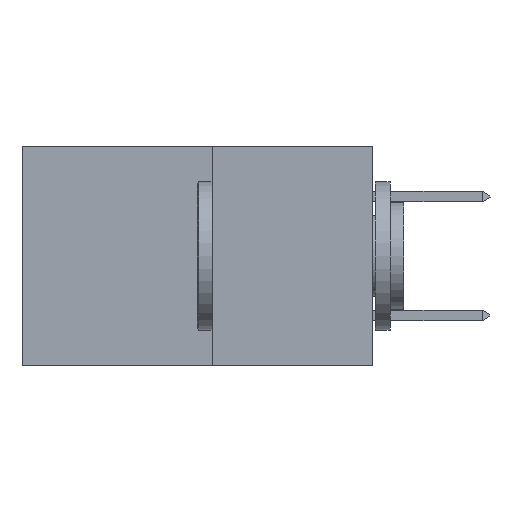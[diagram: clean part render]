
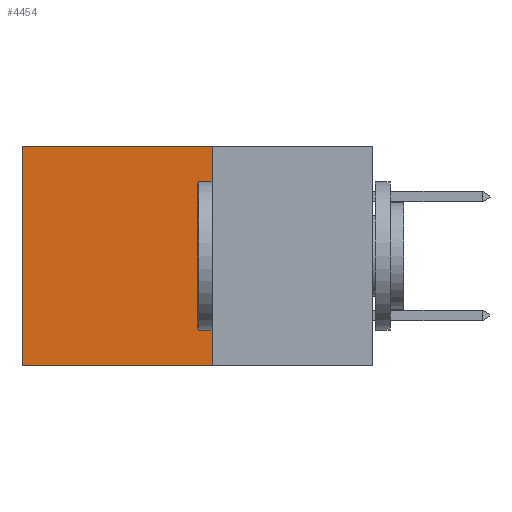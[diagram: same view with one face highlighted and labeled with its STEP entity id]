
A CAD part, left-side view. The second image highlights one B-rep face of the part: STEP entity #4454.
In plain terms, the highlighted planar face has unit normal (-1, 0, 0).
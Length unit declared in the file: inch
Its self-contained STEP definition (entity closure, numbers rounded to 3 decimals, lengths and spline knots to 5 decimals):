
#90 = VECTOR ( 'NONE', #1523, 39.37008 ) ;
#132 = CARTESIAN_POINT ( 'NONE',  ( 0.277, 0.27, -0.37 ) ) ;
#145 = DIRECTION ( 'NONE',  ( 0., 0., -1. ) ) ;
#425 = VERTEX_POINT ( 'NONE', #6104 ) ;
#612 = EDGE_CURVE ( 'NONE', #6502, #425, #3969, .T. ) ;
#753 = ORIENTED_EDGE ( 'NONE', *, *, #5732, .T. ) ;
#776 = ORIENTED_EDGE ( 'NONE', *, *, #612, .F. ) ;
#780 = ORIENTED_EDGE ( 'NONE', *, *, #6161, .F. ) ;
#788 = ORIENTED_EDGE ( 'NONE', *, *, #5921, .T. ) ;
#877 = VECTOR ( 'NONE', #879, 39.37008 ) ;
#879 = DIRECTION ( 'NONE',  ( 0., 1., 0. ) ) ;
#898 = CARTESIAN_POINT ( 'NONE',  ( 0.277, 0.27, 0. ) ) ;
#1216 = LINE ( 'NONE', #132, #8384 ) ;
#1352 = FACE_OUTER_BOUND ( 'NONE', #6715, .T. ) ;
#1523 = DIRECTION ( 'NONE',  ( 0., 0., -1. ) ) ;
#1580 = CARTESIAN_POINT ( 'NONE',  ( 0.277, 0.59, -0.37 ) ) ;
#3252 = DIRECTION ( 'NONE',  ( 0., 0., -1. ) ) ;
#3310 = DIRECTION ( 'NONE',  ( 1., 0., 0. ) ) ;
#3506 = PLANE ( 'NONE',  #7516 ) ;
#3591 = CARTESIAN_POINT ( 'NONE',  ( 0.277, 0.27, -0.37 ) ) ;
#3841 = CARTESIAN_POINT ( 'NONE',  ( 0.277, 0.27, -0.37 ) ) ;
#3969 = LINE ( 'NONE', #8109, #8745 ) ;
#4454 = ADVANCED_FACE ( 'NONE', ( #1352 ), #3506, .F. ) ;
#4470 = VERTEX_POINT ( 'NONE', #5033 ) ;
#5033 = CARTESIAN_POINT ( 'NONE',  ( 0.277, 0.27, 0. ) ) ;
#5428 = DIRECTION ( 'NONE',  ( 0., 1., 0. ) ) ;
#5732 = EDGE_CURVE ( 'NONE', #8989, #425, #5978, .T. ) ;
#5921 = EDGE_CURVE ( 'NONE', #4470, #8989, #6524, .T. ) ;
#5978 = LINE ( 'NONE', #1580, #90 ) ;
#6019 = CARTESIAN_POINT ( 'NONE',  ( 0.277, 0.59, 0. ) ) ;
#6104 = CARTESIAN_POINT ( 'NONE',  ( 0.277, 0.59, -0.37 ) ) ;
#6161 = EDGE_CURVE ( 'NONE', #4470, #6502, #1216, .T. ) ;
#6502 = VERTEX_POINT ( 'NONE', #3841 ) ;
#6524 = LINE ( 'NONE', #898, #877 ) ;
#6715 = EDGE_LOOP ( 'NONE', ( #753, #776, #780, #788 ) ) ;
#7516 = AXIS2_PLACEMENT_3D ( 'NONE', #3591, #3310, #3252 ) ;
#8109 = CARTESIAN_POINT ( 'NONE',  ( 0.277, 0.27, -0.37 ) ) ;
#8384 = VECTOR ( 'NONE', #145, 39.37008 ) ;
#8745 = VECTOR ( 'NONE', #5428, 39.37008 ) ;
#8989 = VERTEX_POINT ( 'NONE', #6019 ) ;
